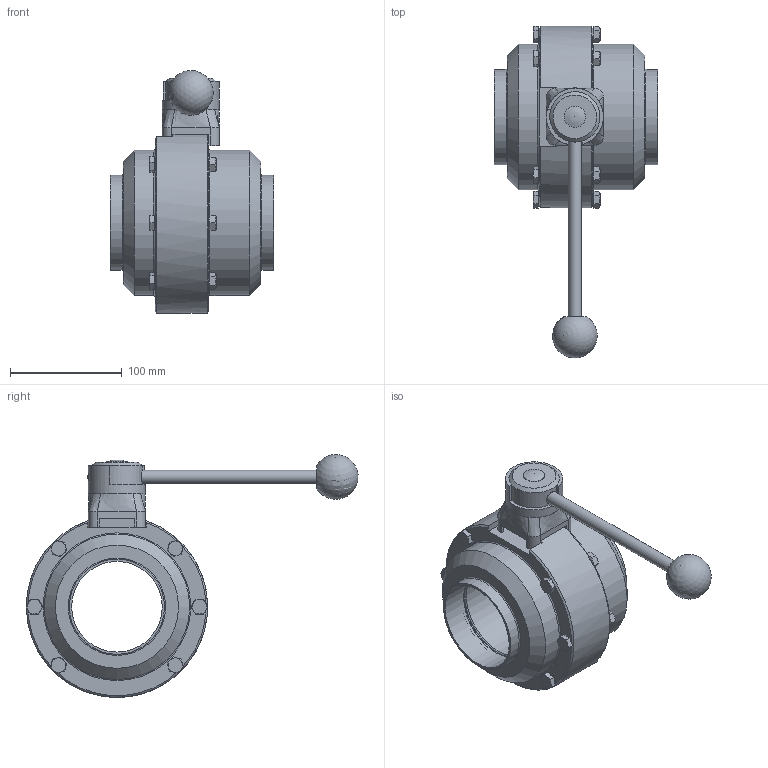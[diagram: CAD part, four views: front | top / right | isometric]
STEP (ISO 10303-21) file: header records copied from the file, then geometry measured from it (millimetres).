
FILE_DESCRIPTION((''),'2;1');
FILE_NAME('69322080XX00.stp','2014-07-23T13:14:45',('hehmen'),(''),'Autodesk Inventor 2011','Autodesk Inventor 2011','');
FILE_SCHEMA(('AUTOMOTIVE_DESIGN { 1 0 10303 214 1 1 1 1 }'));
Length unit declared in the file: millimetre
Products named in the file (1): 69322080XX00
Bounding box: 146 x 296.6 x 216.97 mm (x, y, z)
Volume: 1382197.2 mm3; surface area: 281506 mm2
Topology: 1 solids, 10 shells, 422 faces, 1039 edges, 653 vertices
Faces by surface type: plane 203, cylinder 84, cone 74, bspline 33, torus 24, sphere 4
Full cylindrical faces by diameter (mm): 6.2 x1, 6.5 x1, 7 x2, 8 x6, 8.5 x6, 10.106 x1, 10.5 x1, 11.63 x6, 11.8 x2, 12 x1, 12.8 x1, 15.8 x1, 16 x1, 18.5 x1, 19 x1, 19.5 x1, 26.2 x1, 51 x1, 81 x3, 83 x2, 83.1 x2, 85 x2, 90 x2, 109 x2, 109.2 x4, 113.8 x2, 128 x1, 130 x3, 136 x2, 162 x1
Entity records: 13023 total; most frequent: CARTESIAN_POINT 3864, DIRECTION 1727, ORIENTED_EDGE 1696, EDGE_CURVE 848, AXIS2_PLACEMENT_3D 718, EDGE_LOOP 620, VERTEX_POINT 596, STYLED_ITEM 423
